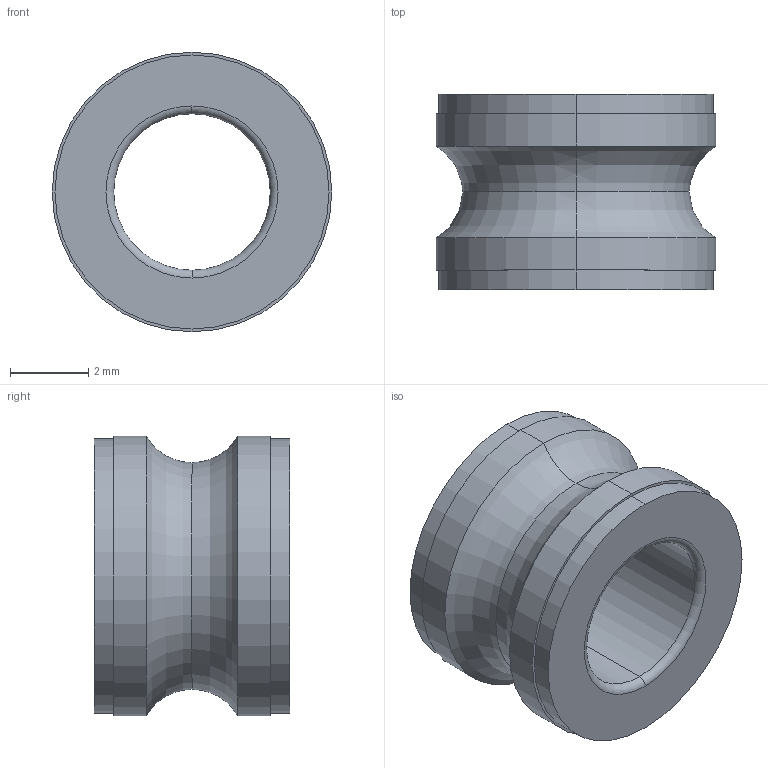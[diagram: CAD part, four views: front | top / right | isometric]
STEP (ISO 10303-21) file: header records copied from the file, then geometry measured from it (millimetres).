
FILE_DESCRIPTION (( 'STEP AP203' ), '1' );
FILE_NAME ('02165210_08_Default_sldprt.STEP', '2021-10-27T16:36:29', ( '' ), ( '' ), 'SwSTEP 2.0', 'SolidWorks 2021', '' );
FILE_SCHEMA (( 'CONFIG_CONTROL_DESIGN' ));
Length unit declared in the file: millimetre
Products named in the file (1): 02165210_08_Default_sldprt
Bounding box: 7.15 x 5 x 7.15 mm (x, y, z)
Volume: 112.9 mm3; surface area: 230.9 mm2
Topology: 1 solids, 1 shells, 22 faces, 44 edges, 26 vertices
Faces by surface type: cylinder 10, torus 8, plane 4
Entity records: 663 total; most frequent: DIRECTION 124, CARTESIAN_POINT 93, ORIENTED_EDGE 88, AXIS2_PLACEMENT_3D 57, EDGE_CURVE 44, CIRCLE 34, VERTEX_POINT 26, EDGE_LOOP 26
